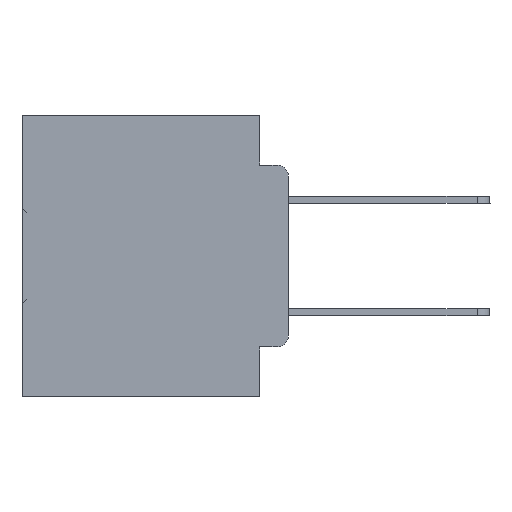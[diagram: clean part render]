
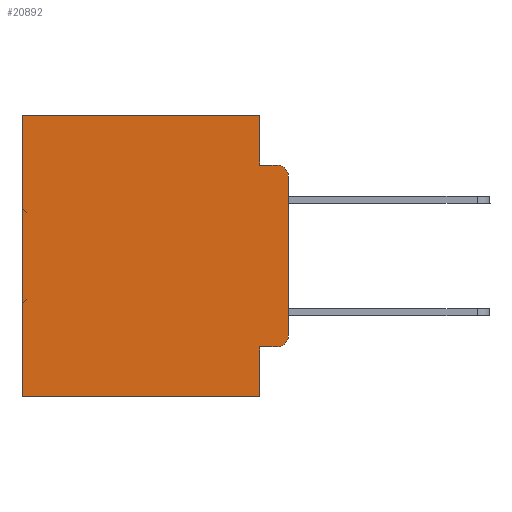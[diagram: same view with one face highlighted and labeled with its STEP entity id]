
A CAD part, left-side view. The second image highlights one B-rep face of the part: STEP entity #20892.
In plain terms, the highlighted planar face has unit normal (-1, 0, 0).
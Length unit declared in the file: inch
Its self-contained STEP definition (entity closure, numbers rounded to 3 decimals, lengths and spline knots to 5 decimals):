
#958 = VERTEX_POINT ( 'NONE', #21945 ) ;
#1058 = CARTESIAN_POINT ( 'NONE',  ( 0.298, 0.473, 0. ) ) ;
#2014 = VERTEX_POINT ( 'NONE', #7614 ) ;
#2318 = DIRECTION ( 'NONE',  ( 0., 0., -1. ) ) ;
#2770 = LINE ( 'NONE', #28123, #3670 ) ;
#2987 = EDGE_CURVE ( 'NONE', #29801, #2014, #28098, .T. ) ;
#3194 = AXIS2_PLACEMENT_3D ( 'NONE', #9795, #24167, #6574 ) ;
#3544 = EDGE_CURVE ( 'NONE', #34085, #3965, #14380, .T. ) ;
#3670 = VECTOR ( 'NONE', #33986, 39.37008 ) ;
#3764 = CARTESIAN_POINT ( 'NONE',  ( 0.298, 0., 0. ) ) ;
#3828 = EDGE_CURVE ( 'NONE', #34085, #29801, #24405, .T. ) ;
#3965 = VERTEX_POINT ( 'NONE', #17043 ) ;
#4280 = DIRECTION ( 'NONE',  ( 0., -1., 0. ) ) ;
#4526 = LINE ( 'NONE', #21275, #25497 ) ;
#4950 = LINE ( 'NONE', #22954, #12725 ) ;
#5130 = ORIENTED_EDGE ( 'NONE', *, *, #12699, .T. ) ;
#5324 = VECTOR ( 'NONE', #34181, 39.37008 ) ;
#5741 = VERTEX_POINT ( 'NONE', #26053 ) ;
#6453 = ORIENTED_EDGE ( 'NONE', *, *, #15270, .T. ) ;
#6574 = DIRECTION ( 'NONE',  ( 0., 0., -1. ) ) ;
#6955 = CARTESIAN_POINT ( 'NONE',  ( 0.298, 0.051, 0. ) ) ;
#7065 = DIRECTION ( 'NONE',  ( 0., -1., 0. ) ) ;
#7080 = ORIENTED_EDGE ( 'NONE', *, *, #28137, .F. ) ;
#7614 = CARTESIAN_POINT ( 'NONE',  ( 0.298, 0., -0.3915 ) ) ;
#8495 = EDGE_CURVE ( 'NONE', #36703, #2014, #23712, .T. ) ;
#8543 = EDGE_CURVE ( 'NONE', #16706, #5741, #10539, .T. ) ;
#8617 = EDGE_CURVE ( 'NONE', #5741, #958, #4526, .T. ) ;
#9154 = VERTEX_POINT ( 'NONE', #1058 ) ;
#9795 = CARTESIAN_POINT ( 'NONE',  ( 0.298, 0., 0. ) ) ;
#9844 = ORIENTED_EDGE ( 'NONE', *, *, #8543, .F. ) ;
#9902 = DIRECTION ( 'NONE',  ( 0., 0., -1. ) ) ;
#10114 = VERTEX_POINT ( 'NONE', #12561 ) ;
#10539 = LINE ( 'NONE', #6955, #34206 ) ;
#11040 = CARTESIAN_POINT ( 'NONE',  ( 0.298, 0.051, -0.4115 ) ) ;
#11540 = CIRCLE ( 'NONE', #28505, 0.02 ) ;
#12561 = CARTESIAN_POINT ( 'NONE',  ( 0.298, 0.473, -0.5 ) ) ;
#12699 = EDGE_CURVE ( 'NONE', #36703, #958, #11540, .T. ) ;
#12725 = VECTOR ( 'NONE', #25469, 39.37008 ) ;
#13573 = FACE_OUTER_BOUND ( 'NONE', #24988, .T. ) ;
#13928 = EDGE_CURVE ( 'NONE', #9154, #10114, #2770, .T. ) ;
#14374 = DIRECTION ( 'NONE',  ( -1., 0., 0. ) ) ;
#14380 = LINE ( 'NONE', #31292, #29438 ) ;
#15270 = EDGE_CURVE ( 'NONE', #16706, #9154, #4950, .T. ) ;
#16116 = CARTESIAN_POINT ( 'NONE',  ( 0.298, 0., -0.1085 ) ) ;
#16706 = VERTEX_POINT ( 'NONE', #22930 ) ;
#17043 = CARTESIAN_POINT ( 'NONE',  ( 0.298, 0.051, -0.5 ) ) ;
#17451 = CARTESIAN_POINT ( 'NONE',  ( 0.298, 0.02, -0.3915 ) ) ;
#18007 = VECTOR ( 'NONE', #7065, 39.37008 ) ;
#18700 = DIRECTION ( 'NONE',  ( -1., 0., 0. ) ) ;
#20489 = ORIENTED_EDGE ( 'NONE', *, *, #3828, .T. ) ;
#20892 = ADVANCED_FACE ( 'NONE', ( #13573 ), #21138, .F. ) ;
#21138 = PLANE ( 'NONE',  #3194 ) ;
#21275 = CARTESIAN_POINT ( 'NONE',  ( 0.298, 0.051, -0.0885 ) ) ;
#21410 = ORIENTED_EDGE ( 'NONE', *, *, #3544, .F. ) ;
#21945 = CARTESIAN_POINT ( 'NONE',  ( 0.298, 0.02, -0.0885 ) ) ;
#22930 = CARTESIAN_POINT ( 'NONE',  ( 0.298, 0.051, 0. ) ) ;
#22954 = CARTESIAN_POINT ( 'NONE',  ( 0.298, 0., 0. ) ) ;
#23712 = LINE ( 'NONE', #3764, #32846 ) ;
#24050 = DIRECTION ( 'NONE',  ( 0., 0., -1. ) ) ;
#24167 = DIRECTION ( 'NONE',  ( 1., 0., 0. ) ) ;
#24405 = LINE ( 'NONE', #33208, #18007 ) ;
#24441 = DIRECTION ( 'NONE',  ( 0., 0., -1. ) ) ;
#24662 = CARTESIAN_POINT ( 'NONE',  ( 0.298, 0.02, -0.1085 ) ) ;
#24988 = EDGE_LOOP ( 'NONE', ( #29077, #5130, #32438, #9844, #6453, #31689, #7080, #21410, #20489, #28607 ) ) ;
#25469 = DIRECTION ( 'NONE',  ( 0., 1., 0. ) ) ;
#25497 = VECTOR ( 'NONE', #4280, 39.37008 ) ;
#26053 = CARTESIAN_POINT ( 'NONE',  ( 0.298, 0.051, -0.0885 ) ) ;
#27030 = AXIS2_PLACEMENT_3D ( 'NONE', #17451, #14374, #29014 ) ;
#28098 = CIRCLE ( 'NONE', #27030, 0.02 ) ;
#28123 = CARTESIAN_POINT ( 'NONE',  ( 0.298, 0.473, 0. ) ) ;
#28137 = EDGE_CURVE ( 'NONE', #3965, #10114, #29926, .T. ) ;
#28505 = AXIS2_PLACEMENT_3D ( 'NONE', #24662, #18700, #9902 ) ;
#28607 = ORIENTED_EDGE ( 'NONE', *, *, #2987, .T. ) ;
#28696 = CARTESIAN_POINT ( 'NONE',  ( 0.298, 0., -0.5 ) ) ;
#29014 = DIRECTION ( 'NONE',  ( 0., 0., -1. ) ) ;
#29077 = ORIENTED_EDGE ( 'NONE', *, *, #8495, .F. ) ;
#29438 = VECTOR ( 'NONE', #2318, 39.37008 ) ;
#29801 = VERTEX_POINT ( 'NONE', #37655 ) ;
#29926 = LINE ( 'NONE', #28696, #5324 ) ;
#31292 = CARTESIAN_POINT ( 'NONE',  ( 0.298, 0.051, 0. ) ) ;
#31689 = ORIENTED_EDGE ( 'NONE', *, *, #13928, .T. ) ;
#32438 = ORIENTED_EDGE ( 'NONE', *, *, #8617, .F. ) ;
#32846 = VECTOR ( 'NONE', #24441, 39.37008 ) ;
#33208 = CARTESIAN_POINT ( 'NONE',  ( 0.298, 0.051, -0.4115 ) ) ;
#33986 = DIRECTION ( 'NONE',  ( 0., 0., -1. ) ) ;
#34085 = VERTEX_POINT ( 'NONE', #11040 ) ;
#34181 = DIRECTION ( 'NONE',  ( 0., 1., 0. ) ) ;
#34206 = VECTOR ( 'NONE', #24050, 39.37008 ) ;
#36703 = VERTEX_POINT ( 'NONE', #16116 ) ;
#37655 = CARTESIAN_POINT ( 'NONE',  ( 0.298, 0.02, -0.4115 ) ) ;
